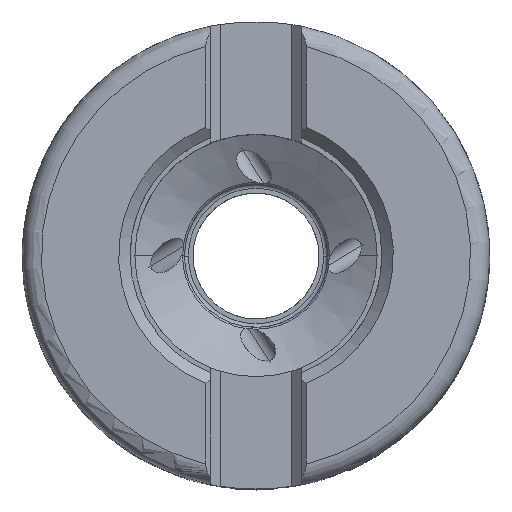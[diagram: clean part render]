
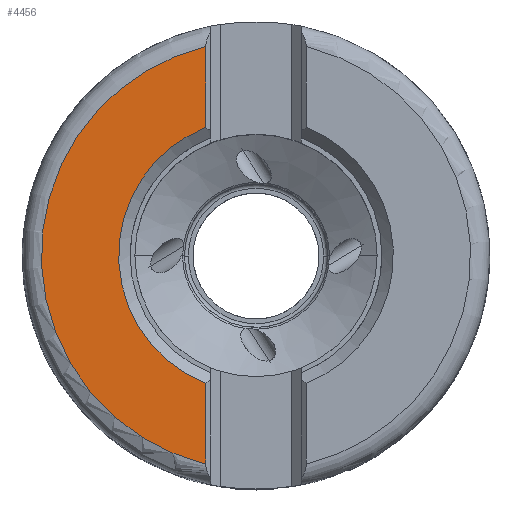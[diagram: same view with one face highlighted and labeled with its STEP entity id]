
A CAD part, top view. The second image highlights one B-rep face of the part: STEP entity #4456.
In plain terms, the highlighted planar face has unit normal (0, 0, 1).
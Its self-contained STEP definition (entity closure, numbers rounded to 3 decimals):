
#1149=PLANE('',#24743);
#2060=LINE('',#49778,#3269);
#2061=LINE('',#49780,#3270);
#3269=VECTOR('',#28786,1.);
#3270=VECTOR('',#28789,1.);
#4456=ADVANCED_FACE('',(#5858),#1149,.T.);
#5858=FACE_OUTER_BOUND('',#7134,.T.);
#7134=EDGE_LOOP('',(#12240,#12241,#12242,#12243,#12244,#12245));
#8263=CIRCLE('',#24705,22.5);
#8264=CIRCLE('',#24706,22.5);
#8282=CIRCLE('',#24739,14.4);
#8283=CIRCLE('',#24740,14.4);
#12240=ORIENTED_EDGE('',*,*,#20430,.F.);
#12241=ORIENTED_EDGE('',*,*,#20429,.F.);
#12242=ORIENTED_EDGE('',*,*,#20433,.F.);
#12243=ORIENTED_EDGE('',*,*,#20385,.F.);
#12244=ORIENTED_EDGE('',*,*,#20384,.F.);
#12245=ORIENTED_EDGE('',*,*,#20432,.F.);
#17433=VERTEX_POINT('',#49568);
#17434=VERTEX_POINT('',#49570);
#17435=VERTEX_POINT('',#49572);
#17462=VERTEX_POINT('',#49766);
#17463=VERTEX_POINT('',#49768);
#17464=VERTEX_POINT('',#49770);
#20384=EDGE_CURVE('',#17433,#17434,#8263,.T.);
#20385=EDGE_CURVE('',#17434,#17435,#8264,.T.);
#20429=EDGE_CURVE('',#17462,#17463,#8282,.T.);
#20430=EDGE_CURVE('',#17463,#17464,#8283,.T.);
#20432=EDGE_CURVE('',#17464,#17433,#2060,.T.);
#20433=EDGE_CURVE('',#17435,#17462,#2061,.T.);
#24705=AXIS2_PLACEMENT_3D('',#49569,#28698,#28699);
#24706=AXIS2_PLACEMENT_3D('',#49571,#28700,#28701);
#24739=AXIS2_PLACEMENT_3D('',#49767,#28780,#28781);
#24740=AXIS2_PLACEMENT_3D('',#49769,#28782,#28783);
#24743=AXIS2_PLACEMENT_3D('',#49781,#28790,#28791);
#28698=DIRECTION('',(0.,0.,-1.));
#28699=DIRECTION('',(-0.234,-0.972,0.));
#28700=DIRECTION('',(0.,0.,-1.));
#28701=DIRECTION('',(-0.907,0.422,0.));
#28780=DIRECTION('',(0.,0.,1.));
#28781=DIRECTION('',(-0.365,0.931,0.));
#28782=DIRECTION('',(0.,0.,1.));
#28783=DIRECTION('',(-0.906,0.423,0.));
#28786=DIRECTION('',(0.,-1.,0.));
#28789=DIRECTION('',(0.,-1.,0.));
#28790=DIRECTION('',(0.,0.,1.));
#28791=DIRECTION('',(0.906,-0.423,0.));
#49568=CARTESIAN_POINT('',(-5.263,-21.876,0.));
#49569=CARTESIAN_POINT('',(0.,0.,0.));
#49570=CARTESIAN_POINT('',(-20.398,9.495,0.));
#49571=CARTESIAN_POINT('',(0.,0.,0.));
#49572=CARTESIAN_POINT('',(-5.262,21.876,0.));
#49766=CARTESIAN_POINT('',(-5.262,13.404,0.));
#49767=CARTESIAN_POINT('',(0.,0.,0.));
#49768=CARTESIAN_POINT('',(-13.051,6.086,0.));
#49769=CARTESIAN_POINT('',(0.,0.,0.));
#49770=CARTESIAN_POINT('',(-5.263,-13.404,0.));
#49778=CARTESIAN_POINT('',(-5.263,-13.404,0.));
#49780=CARTESIAN_POINT('',(-5.262,21.876,0.));
#49781=CARTESIAN_POINT('',(-9.203,1.589,0.));
